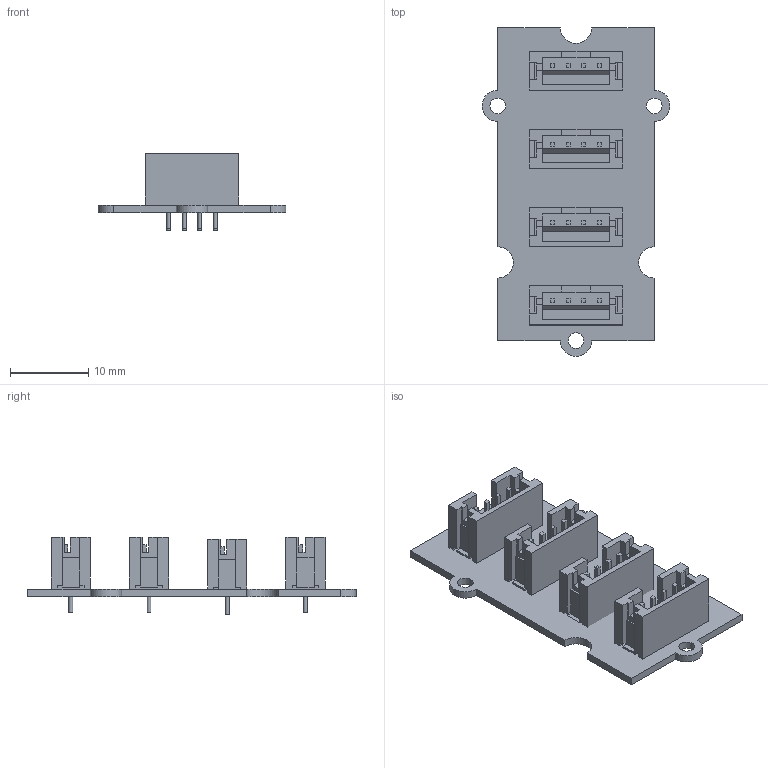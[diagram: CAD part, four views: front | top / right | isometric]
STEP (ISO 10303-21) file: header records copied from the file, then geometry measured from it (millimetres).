
FILE_DESCRIPTION( ( '' ), ' ' );
FILE_NAME( '5e3964fc5d7e2314dea138e2.step', '2020-02-04T12:35:08', ( '' ), ( '' ), ' ', ' ', ' ' );
FILE_SCHEMA( ( 'AUTOMOTIVE_DESIGN { 1 0 10303 214 1 1 1 1 }' ) );
Length unit declared in the file: metre
Products named in the file (3): Assem1; B4B-PH-SM4-TB; PCB Board
Assembly tree (5 placements, depth 2):
  Assem1
    B4B-PH-SM4-TB  x4
    PCB Board
Bounding box: 24 x 42 x 9.85 mm (x, y, z)
Volume: 1686.2 mm3; surface area: 3748.8 mm2
Topology: 5 solids, 5 shells, 365 faces, 952 edges, 629 vertices
Faces by surface type: plane 340, cylinder 25
Full cylindrical faces by diameter (mm): 0.5 x16, 2 x3
Entity records: 4142 total; most frequent: CARTESIAN_POINT 569, ORIENTED_EDGE 544, DIRECTION 524, EDGE_CURVE 272, LINE 246, VECTOR 246, VERTEX_POINT 184, AXIS2_PLACEMENT_3D 139
